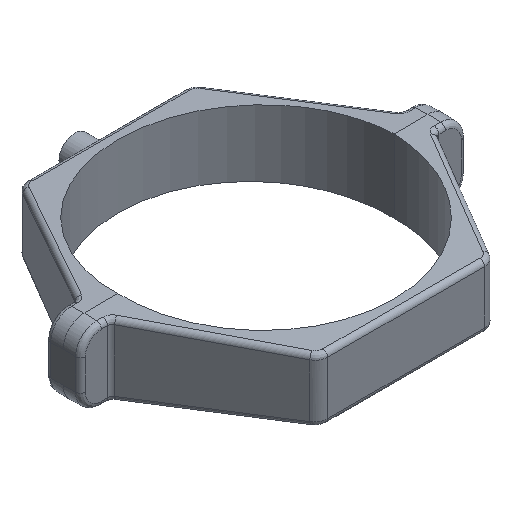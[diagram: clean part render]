
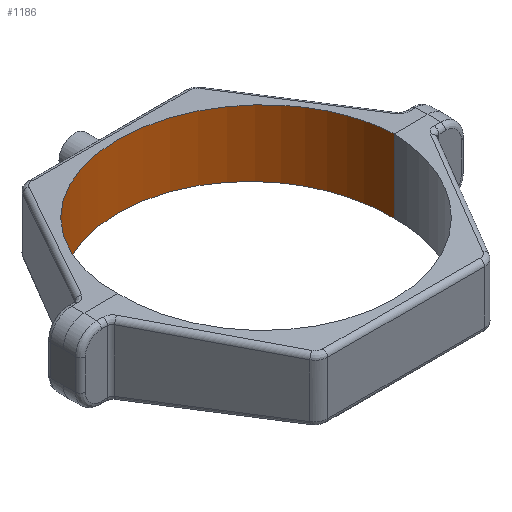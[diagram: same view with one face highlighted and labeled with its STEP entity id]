
A CAD part, isometric view. The second image highlights one B-rep face of the part: STEP entity #1186.
In plain terms, the highlighted cylindrical face has radius 84.138 mm (diameter 168.275 mm), a partial arc.
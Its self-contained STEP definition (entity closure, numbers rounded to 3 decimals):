
#315 = DIRECTION ( 'NONE',  ( 1., 0., 0. ) ) ;
#461 = VERTEX_POINT ( 'NONE', #672 ) ;
#642 = ORIENTED_EDGE ( 'NONE', *, *, #1133, .F. ) ;
#672 = CARTESIAN_POINT ( 'NONE',  ( -84.138, 0., -22.305 ) ) ;
#679 = LINE ( 'NONE', #3525, #3435 ) ;
#757 = DIRECTION ( 'NONE',  ( 0., 0., 1. ) ) ;
#814 = CARTESIAN_POINT ( 'NONE',  ( -84.138, 168.275, -16.429 ) ) ;
#827 = CARTESIAN_POINT ( 'NONE',  ( -84.138, 0., 22.305 ) ) ;
#873 = EDGE_CURVE ( 'NONE', #2633, #2210, #679, .T. ) ;
#1109 = AXIS2_PLACEMENT_3D ( 'NONE', #3346, #1119, #315 ) ;
#1119 = DIRECTION ( 'NONE',  ( 0., 0., 1. ) ) ;
#1133 = EDGE_CURVE ( 'NONE', #461, #3144, #2524, .T. ) ;
#1159 = CARTESIAN_POINT ( 'NONE',  ( 84.138, 0., -22.305 ) ) ;
#1186 = ADVANCED_FACE ( 'NONE', ( #1460 ), #1852, .F. ) ;
#1276 = ORIENTED_EDGE ( 'NONE', *, *, #873, .T. ) ;
#1336 =( BOUNDED_CURVE ( )  B_SPLINE_CURVE ( 3, ( #1944, #814, #1480, #2017 ),
 .UNSPECIFIED., .F., .F. ) 
 B_SPLINE_CURVE_WITH_KNOTS ( ( 4, 4 ),
 ( 4.712, 7.854 ),
 .UNSPECIFIED. ) 
 CURVE ( )  GEOMETRIC_REPRESENTATION_ITEM ( )  RATIONAL_B_SPLINE_CURVE ( ( 1., 0.333, 0.333, 1. ) ) 
 REPRESENTATION_ITEM ( '' )  );
#1440 = CARTESIAN_POINT ( 'NONE',  ( 84.138, 0., 22.305 ) ) ;
#1460 = FACE_OUTER_BOUND ( 'NONE', #1720, .T. ) ;
#1480 = CARTESIAN_POINT ( 'NONE',  ( 84.138, 168.275, -16.429 ) ) ;
#1596 = CARTESIAN_POINT ( 'NONE',  ( 84.138, 0., 22.305 ) ) ;
#1720 = EDGE_LOOP ( 'NONE', ( #642, #3268, #1276, #1906 ) ) ;
#1771 = VECTOR ( 'NONE', #3061, 1000. ) ;
#1852 = CYLINDRICAL_SURFACE ( 'NONE', #1109, 84.138 ) ;
#1906 = ORIENTED_EDGE ( 'NONE', *, *, #2397, .F. ) ;
#1944 = CARTESIAN_POINT ( 'NONE',  ( -84.138, 0., -22.305 ) ) ;
#2017 = CARTESIAN_POINT ( 'NONE',  ( 84.138, 0., -22.305 ) ) ;
#2210 = VERTEX_POINT ( 'NONE', #1596 ) ;
#2325 = CARTESIAN_POINT ( 'NONE',  ( -84.137, 168.275, 16.429 ) ) ;
#2326 = EDGE_CURVE ( 'NONE', #461, #2633, #1336, .T. ) ;
#2397 = EDGE_CURVE ( 'NONE', #3144, #2210, #2689, .T. ) ;
#2506 = CARTESIAN_POINT ( 'NONE',  ( -84.138, 0., -22.305 ) ) ;
#2524 = LINE ( 'NONE', #2506, #1771 ) ;
#2633 = VERTEX_POINT ( 'NONE', #1159 ) ;
#2689 =( BOUNDED_CURVE ( )  B_SPLINE_CURVE ( 3, ( #2894, #2325, #2842, #1440 ),
 .UNSPECIFIED., .F., .T. ) 
 B_SPLINE_CURVE_WITH_KNOTS ( ( 4, 4 ),
 ( 1.571, 4.712 ),
 .UNSPECIFIED. ) 
 CURVE ( )  GEOMETRIC_REPRESENTATION_ITEM ( )  RATIONAL_B_SPLINE_CURVE ( ( 1., 0.333, 0.333, 1. ) ) 
 REPRESENTATION_ITEM ( '' )  );
#2842 = CARTESIAN_POINT ( 'NONE',  ( 84.138, 168.275, 16.429 ) ) ;
#2894 = CARTESIAN_POINT ( 'NONE',  ( -84.138, 0., 22.305 ) ) ;
#3061 = DIRECTION ( 'NONE',  ( 0., 0., 1. ) ) ;
#3144 = VERTEX_POINT ( 'NONE', #827 ) ;
#3268 = ORIENTED_EDGE ( 'NONE', *, *, #2326, .T. ) ;
#3346 = CARTESIAN_POINT ( 'NONE',  ( 0., 0., -22.305 ) ) ;
#3435 = VECTOR ( 'NONE', #757, 1000. ) ;
#3525 = CARTESIAN_POINT ( 'NONE',  ( 84.138, 0., -22.305 ) ) ;
